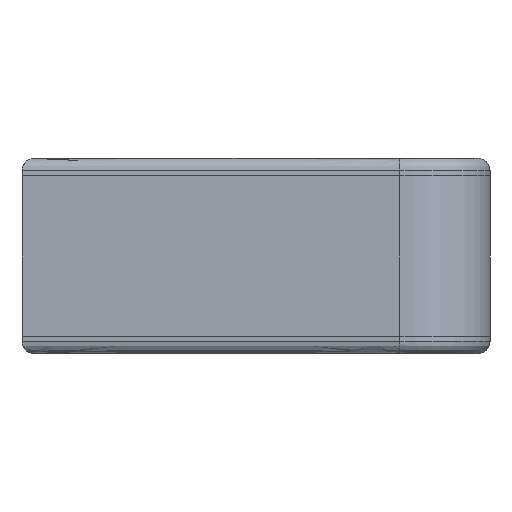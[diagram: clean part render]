
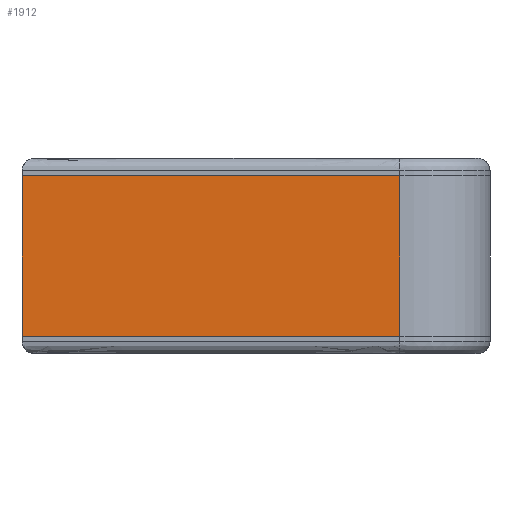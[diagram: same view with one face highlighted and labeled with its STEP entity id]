
A CAD part, left-side view. The second image highlights one B-rep face of the part: STEP entity #1912.
In plain terms, the highlighted free-form (B-spline) face has degree [1, 1] with [2, 2] control points.
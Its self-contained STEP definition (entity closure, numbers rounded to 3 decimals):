
#1417 = VERTEX_POINT('',#1418);
#1418 = CARTESIAN_POINT('',(-35.7,-10.253,
    -0.446));
#1426 = EDGE_CURVE('',#1417,#1427,#1429,.T.);
#1427 = VERTEX_POINT('',#1428);
#1428 = CARTESIAN_POINT('',(-35.7,-10.253,
    -6.991));
#1429 = B_SPLINE_CURVE_WITH_KNOTS('',1,(#1430,#1431),.UNSPECIFIED.,.F.,
  .F.,(2,2),(0.,6.4),.PIECEWISE_BEZIER_KNOTS.);
#1430 = CARTESIAN_POINT('',(-35.7,-10.253,
    -0.446));
#1431 = CARTESIAN_POINT('',(-35.7,-10.253,
    -6.991));
#1624 = EDGE_CURVE('',#1427,#1625,#1627,.T.);
#1625 = VERTEX_POINT('',#1626);
#1626 = CARTESIAN_POINT('',(-35.7,5.189,
    -6.991));
#1627 = B_SPLINE_CURVE_WITH_KNOTS('',1,(#1628,#1629),.UNSPECIFIED.,.F.,
  .F.,(2,2),(-5.593,9.507),.PIECEWISE_BEZIER_KNOTS.);
#1628 = CARTESIAN_POINT('',(-35.7,-10.253,
    -6.991));
#1629 = CARTESIAN_POINT('',(-35.7,5.189,
    -6.991));
#1868 = VERTEX_POINT('',#1869);
#1869 = CARTESIAN_POINT('',(-35.7,5.189,
    -0.446));
#1874 = EDGE_CURVE('',#1417,#1868,#1875,.T.);
#1875 = B_SPLINE_CURVE_WITH_KNOTS('',1,(#1876,#1877),.UNSPECIFIED.,.F.,
  .F.,(2,2),(-5.593,9.507),.PIECEWISE_BEZIER_KNOTS.);
#1876 = CARTESIAN_POINT('',(-35.7,-10.253,
    -0.446));
#1877 = CARTESIAN_POINT('',(-35.7,5.189,
    -0.446));
#1912 = ADVANCED_FACE('',(#1913),#1923,.T.);
#1913 = FACE_BOUND('',#1914,.T.);
#1914 = EDGE_LOOP('',(#1915,#1916,#1917,#1918));
#1915 = ORIENTED_EDGE('',*,*,#1624,.F.);
#1916 = ORIENTED_EDGE('',*,*,#1426,.F.);
#1917 = ORIENTED_EDGE('',*,*,#1874,.T.);
#1918 = ORIENTED_EDGE('',*,*,#1919,.T.);
#1919 = EDGE_CURVE('',#1868,#1625,#1920,.T.);
#1920 = B_SPLINE_CURVE_WITH_KNOTS('',1,(#1921,#1922),.UNSPECIFIED.,.F.,
  .F.,(2,2),(0.,6.4),.PIECEWISE_BEZIER_KNOTS.);
#1921 = CARTESIAN_POINT('',(-35.7,5.189,
    -0.446));
#1922 = CARTESIAN_POINT('',(-35.7,5.189,
    -6.991));
#1923 = B_SPLINE_SURFACE_WITH_KNOTS('',1,1,(
    (#1924,#1925)
    ,(#1926,#1927
    )),.UNSPECIFIED.,.F.,.F.,.F.,(2,2),(2,2),(-9.507,
    5.593),(-6.4,0.),.PIECEWISE_BEZIER_KNOTS.);
#1924 = CARTESIAN_POINT('',(-35.7,5.189,
    -6.991));
#1925 = CARTESIAN_POINT('',(-35.7,5.189,
    -0.446));
#1926 = CARTESIAN_POINT('',(-35.7,-10.253,
    -6.991));
#1927 = CARTESIAN_POINT('',(-35.7,-10.253,
    -0.446));
